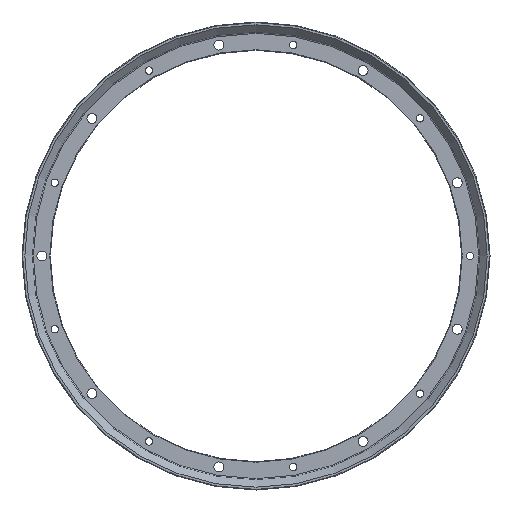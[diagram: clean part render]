
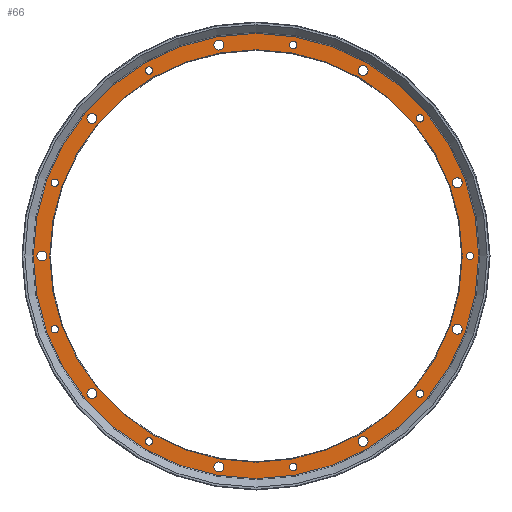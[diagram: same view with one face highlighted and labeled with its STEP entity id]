
A CAD part, front view. The second image highlights one B-rep face of the part: STEP entity #66.
In plain terms, the highlighted planar face has unit normal (0, -1, 0).
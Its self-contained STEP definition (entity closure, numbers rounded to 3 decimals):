
#66=ADVANCED_FACE('',(#120,#121,#122,#123,#124,#125,#126,#127,#128,#129,
#130,#131,#132,#133,#134,#135,#136,#137,#138,#139),#96,.F.);
#96=PLANE('',#701);
#120=FACE_BOUND('',#218,.T.);
#121=FACE_BOUND('',#219,.T.);
#122=FACE_BOUND('',#220,.T.);
#123=FACE_BOUND('',#221,.T.);
#124=FACE_BOUND('',#222,.T.);
#125=FACE_BOUND('',#223,.T.);
#126=FACE_BOUND('',#224,.T.);
#127=FACE_BOUND('',#225,.T.);
#128=FACE_BOUND('',#226,.T.);
#129=FACE_BOUND('',#227,.T.);
#130=FACE_BOUND('',#228,.T.);
#131=FACE_BOUND('',#229,.T.);
#132=FACE_BOUND('',#230,.T.);
#133=FACE_BOUND('',#231,.T.);
#134=FACE_BOUND('',#232,.T.);
#135=FACE_BOUND('',#233,.T.);
#136=FACE_BOUND('',#234,.T.);
#137=FACE_BOUND('',#235,.T.);
#138=FACE_BOUND('',#236,.T.);
#139=FACE_BOUND('',#237,.T.);
#218=EDGE_LOOP('',(#316));
#219=EDGE_LOOP('',(#317));
#220=EDGE_LOOP('',(#318));
#221=EDGE_LOOP('',(#319));
#222=EDGE_LOOP('',(#320));
#223=EDGE_LOOP('',(#321));
#224=EDGE_LOOP('',(#322));
#225=EDGE_LOOP('',(#323));
#226=EDGE_LOOP('',(#324));
#227=EDGE_LOOP('',(#325));
#228=EDGE_LOOP('',(#326));
#229=EDGE_LOOP('',(#327));
#230=EDGE_LOOP('',(#328));
#231=EDGE_LOOP('',(#329));
#232=EDGE_LOOP('',(#330));
#233=EDGE_LOOP('',(#331));
#234=EDGE_LOOP('',(#332));
#235=EDGE_LOOP('',(#333));
#236=EDGE_LOOP('',(#334));
#237=EDGE_LOOP('',(#335));
#316=ORIENTED_EDGE('',*,*,#464,.T.);
#317=ORIENTED_EDGE('',*,*,#465,.T.);
#318=ORIENTED_EDGE('',*,*,#466,.T.);
#319=ORIENTED_EDGE('',*,*,#467,.T.);
#320=ORIENTED_EDGE('',*,*,#468,.T.);
#321=ORIENTED_EDGE('',*,*,#469,.T.);
#322=ORIENTED_EDGE('',*,*,#470,.T.);
#323=ORIENTED_EDGE('',*,*,#471,.T.);
#324=ORIENTED_EDGE('',*,*,#472,.T.);
#325=ORIENTED_EDGE('',*,*,#473,.T.);
#326=ORIENTED_EDGE('',*,*,#474,.T.);
#327=ORIENTED_EDGE('',*,*,#475,.T.);
#328=ORIENTED_EDGE('',*,*,#476,.T.);
#329=ORIENTED_EDGE('',*,*,#477,.T.);
#330=ORIENTED_EDGE('',*,*,#478,.T.);
#331=ORIENTED_EDGE('',*,*,#479,.T.);
#332=ORIENTED_EDGE('',*,*,#480,.T.);
#333=ORIENTED_EDGE('',*,*,#481,.T.);
#334=ORIENTED_EDGE('',*,*,#482,.T.);
#335=ORIENTED_EDGE('',*,*,#483,.T.);
#414=VERTEX_POINT('',#1004);
#415=VERTEX_POINT('',#1006);
#416=VERTEX_POINT('',#1008);
#417=VERTEX_POINT('',#1010);
#418=VERTEX_POINT('',#1012);
#419=VERTEX_POINT('',#1014);
#420=VERTEX_POINT('',#1016);
#421=VERTEX_POINT('',#1018);
#422=VERTEX_POINT('',#1020);
#423=VERTEX_POINT('',#1022);
#424=VERTEX_POINT('',#1024);
#425=VERTEX_POINT('',#1026);
#426=VERTEX_POINT('',#1028);
#427=VERTEX_POINT('',#1030);
#428=VERTEX_POINT('',#1032);
#429=VERTEX_POINT('',#1034);
#430=VERTEX_POINT('',#1036);
#431=VERTEX_POINT('',#1038);
#432=VERTEX_POINT('',#1040);
#433=VERTEX_POINT('',#1042);
#464=EDGE_CURVE('',#414,#414,#610,.T.);
#465=EDGE_CURVE('',#415,#415,#611,.T.);
#466=EDGE_CURVE('',#416,#416,#612,.T.);
#467=EDGE_CURVE('',#417,#417,#613,.T.);
#468=EDGE_CURVE('',#418,#418,#614,.T.);
#469=EDGE_CURVE('',#419,#419,#615,.T.);
#470=EDGE_CURVE('',#420,#420,#616,.T.);
#471=EDGE_CURVE('',#421,#421,#617,.T.);
#472=EDGE_CURVE('',#422,#422,#618,.T.);
#473=EDGE_CURVE('',#423,#423,#619,.T.);
#474=EDGE_CURVE('',#424,#424,#620,.T.);
#475=EDGE_CURVE('',#425,#425,#621,.T.);
#476=EDGE_CURVE('',#426,#426,#622,.T.);
#477=EDGE_CURVE('',#427,#427,#623,.T.);
#478=EDGE_CURVE('',#428,#428,#624,.T.);
#479=EDGE_CURVE('',#429,#429,#625,.T.);
#480=EDGE_CURVE('',#430,#430,#626,.T.);
#481=EDGE_CURVE('',#431,#431,#627,.T.);
#482=EDGE_CURVE('',#432,#432,#628,.T.);
#483=EDGE_CURVE('',#433,#433,#629,.T.);
#610=CIRCLE('',#681,72.71);
#611=CIRCLE('',#682,78.5);
#612=CIRCLE('',#683,1.75);
#613=CIRCLE('',#684,1.75);
#614=CIRCLE('',#685,1.75);
#615=CIRCLE('',#686,1.75);
#616=CIRCLE('',#687,1.75);
#617=CIRCLE('',#688,1.75);
#618=CIRCLE('',#689,1.75);
#619=CIRCLE('',#690,1.75);
#620=CIRCLE('',#691,1.75);
#621=CIRCLE('',#692,1.3);
#622=CIRCLE('',#693,1.3);
#623=CIRCLE('',#694,1.3);
#624=CIRCLE('',#695,1.3);
#625=CIRCLE('',#696,1.3);
#626=CIRCLE('',#697,1.3);
#627=CIRCLE('',#698,1.3);
#628=CIRCLE('',#699,1.3);
#629=CIRCLE('',#700,1.3);
#681=AXIS2_PLACEMENT_3D('',#1003,#824,#825);
#682=AXIS2_PLACEMENT_3D('',#1005,#826,#827);
#683=AXIS2_PLACEMENT_3D('',#1007,#828,#829);
#684=AXIS2_PLACEMENT_3D('',#1009,#830,#831);
#685=AXIS2_PLACEMENT_3D('',#1011,#832,#833);
#686=AXIS2_PLACEMENT_3D('',#1013,#834,#835);
#687=AXIS2_PLACEMENT_3D('',#1015,#836,#837);
#688=AXIS2_PLACEMENT_3D('',#1017,#838,#839);
#689=AXIS2_PLACEMENT_3D('',#1019,#840,#841);
#690=AXIS2_PLACEMENT_3D('',#1021,#842,#843);
#691=AXIS2_PLACEMENT_3D('',#1023,#844,#845);
#692=AXIS2_PLACEMENT_3D('',#1025,#846,#847);
#693=AXIS2_PLACEMENT_3D('',#1027,#848,#849);
#694=AXIS2_PLACEMENT_3D('',#1029,#850,#851);
#695=AXIS2_PLACEMENT_3D('',#1031,#852,#853);
#696=AXIS2_PLACEMENT_3D('',#1033,#854,#855);
#697=AXIS2_PLACEMENT_3D('',#1035,#856,#857);
#698=AXIS2_PLACEMENT_3D('',#1037,#858,#859);
#699=AXIS2_PLACEMENT_3D('',#1039,#860,#861);
#700=AXIS2_PLACEMENT_3D('',#1041,#862,#863);
#701=AXIS2_PLACEMENT_3D('',#1043,#864,#865);
#824=DIRECTION('',(0.,1.,0.));
#825=DIRECTION('',(0.,0.,1.));
#826=DIRECTION('',(0.,-1.,0.));
#827=DIRECTION('',(0.,0.,1.));
#828=DIRECTION('',(0.,1.,0.));
#829=DIRECTION('',(0.,0.,1.));
#830=DIRECTION('',(0.,1.,0.));
#831=DIRECTION('',(0.,0.,1.));
#832=DIRECTION('',(0.,1.,0.));
#833=DIRECTION('',(0.,0.,1.));
#834=DIRECTION('',(0.,1.,0.));
#835=DIRECTION('',(0.,0.,1.));
#836=DIRECTION('',(0.,1.,0.));
#837=DIRECTION('',(0.,0.,1.));
#838=DIRECTION('',(0.,1.,0.));
#839=DIRECTION('',(0.,0.,1.));
#840=DIRECTION('',(0.,1.,0.));
#841=DIRECTION('',(0.,0.,1.));
#842=DIRECTION('',(0.,1.,0.));
#843=DIRECTION('',(0.,0.,1.));
#844=DIRECTION('',(0.,1.,0.));
#845=DIRECTION('',(0.,0.,1.));
#846=DIRECTION('',(0.,1.,0.));
#847=DIRECTION('',(0.,0.,1.));
#848=DIRECTION('',(0.,1.,0.));
#849=DIRECTION('',(0.,0.,1.));
#850=DIRECTION('',(0.,1.,0.));
#851=DIRECTION('',(0.,0.,1.));
#852=DIRECTION('',(0.,1.,0.));
#853=DIRECTION('',(0.,0.,1.));
#854=DIRECTION('',(0.,1.,0.));
#855=DIRECTION('',(0.,0.,1.));
#856=DIRECTION('',(0.,1.,0.));
#857=DIRECTION('',(0.,0.,1.));
#858=DIRECTION('',(0.,1.,0.));
#859=DIRECTION('',(0.,0.,1.));
#860=DIRECTION('',(0.,1.,0.));
#861=DIRECTION('',(0.,0.,1.));
#862=DIRECTION('',(0.,1.,0.));
#863=DIRECTION('',(0.,0.,1.));
#864=DIRECTION('',(0.,1.,0.));
#865=DIRECTION('',(0.,0.,1.));
#1003=CARTESIAN_POINT('',(0.,-3.,0.));
#1004=CARTESIAN_POINT('',(0.,-3.,72.71));
#1005=CARTESIAN_POINT('',(0.,-3.,0.));
#1006=CARTESIAN_POINT('',(0.,-3.,78.5));
#1007=CARTESIAN_POINT('',(70.947,-3.,-25.823));
#1008=CARTESIAN_POINT('',(70.947,-3.,-24.073));
#1009=CARTESIAN_POINT('',(37.75,-3.,-65.385));
#1010=CARTESIAN_POINT('',(37.75,-3.,-63.635));
#1011=CARTESIAN_POINT('',(-13.11,-3.,-74.353));
#1012=CARTESIAN_POINT('',(-13.11,-3.,-72.603));
#1013=CARTESIAN_POINT('',(-57.836,-3.,-48.53));
#1014=CARTESIAN_POINT('',(-57.836,-3.,-46.78));
#1015=CARTESIAN_POINT('',(-75.5,-3.,0.));
#1016=CARTESIAN_POINT('',(-75.5,-3.,1.75));
#1017=CARTESIAN_POINT('',(-57.836,-3.,48.53));
#1018=CARTESIAN_POINT('',(-57.836,-3.,50.28));
#1019=CARTESIAN_POINT('',(-13.11,-3.,74.353));
#1020=CARTESIAN_POINT('',(-13.11,-3.,76.103));
#1021=CARTESIAN_POINT('',(37.75,-3.,65.385));
#1022=CARTESIAN_POINT('',(37.75,-3.,67.135));
#1023=CARTESIAN_POINT('',(70.947,-3.,25.823));
#1024=CARTESIAN_POINT('',(70.947,-3.,27.573));
#1025=CARTESIAN_POINT('',(57.836,-3.,-48.53));
#1026=CARTESIAN_POINT('',(57.836,-3.,-47.23));
#1027=CARTESIAN_POINT('',(13.11,-3.,-74.353));
#1028=CARTESIAN_POINT('',(13.11,-3.,-73.053));
#1029=CARTESIAN_POINT('',(-37.75,-3.,-65.385));
#1030=CARTESIAN_POINT('',(-37.75,-3.,-64.085));
#1031=CARTESIAN_POINT('',(-70.947,-3.,-25.823));
#1032=CARTESIAN_POINT('',(-70.947,-3.,-24.523));
#1033=CARTESIAN_POINT('',(-70.947,-3.,25.823));
#1034=CARTESIAN_POINT('',(-70.947,-3.,27.123));
#1035=CARTESIAN_POINT('',(-37.75,-3.,65.385));
#1036=CARTESIAN_POINT('',(-37.75,-3.,66.685));
#1037=CARTESIAN_POINT('',(13.11,-3.,74.353));
#1038=CARTESIAN_POINT('',(13.11,-3.,75.653));
#1039=CARTESIAN_POINT('',(57.836,-3.,48.53));
#1040=CARTESIAN_POINT('',(57.836,-3.,49.83));
#1041=CARTESIAN_POINT('',(75.5,-3.,0.));
#1042=CARTESIAN_POINT('',(75.5,-3.,1.3));
#1043=CARTESIAN_POINT('',(72.51,-3.,0.));
